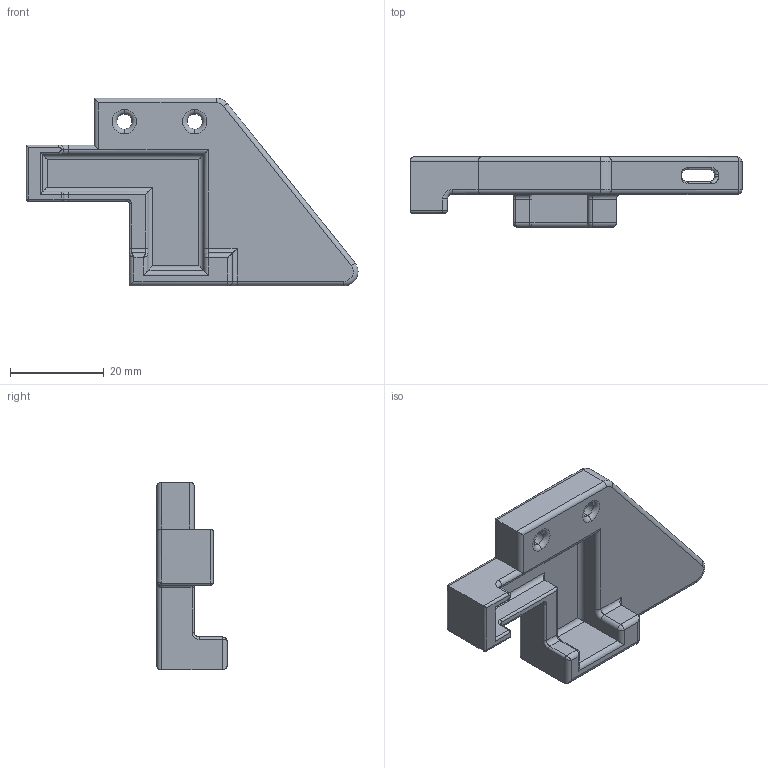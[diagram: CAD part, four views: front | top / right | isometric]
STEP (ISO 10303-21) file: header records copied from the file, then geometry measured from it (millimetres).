
FILE_DESCRIPTION (( 'STEP AP203' ), '1' );
FILE_NAME ('xwirecasenewharness.STEP', '2013-02-26T17:38:31', ( '' ), ( '' ), 'SwSTEP 2.0', 'SolidWorks 2012', '' );
FILE_SCHEMA (( 'CONFIG_CONTROL_DESIGN' ));
Length unit declared in the file: millimetre
Products named in the file (1): xwirecasenewharness
Bounding box: 70.76 x 15 x 40 mm (x, y, z)
Volume: 12205.5 mm3; surface area: 6484 mm2
Topology: 1 solids, 1 shells, 150 faces, 348 edges, 193 vertices
Faces by surface type: cylinder 79, plane 31, torus 27, bspline 8, sphere 5
Entity records: 4435 total; most frequent: CARTESIAN_POINT 1081, DIRECTION 716, ORIENTED_EDGE 678, EDGE_CURVE 339, AXIS2_PLACEMENT_3D 278, VERTEX_POINT 193, VECTOR 160, LINE 160
